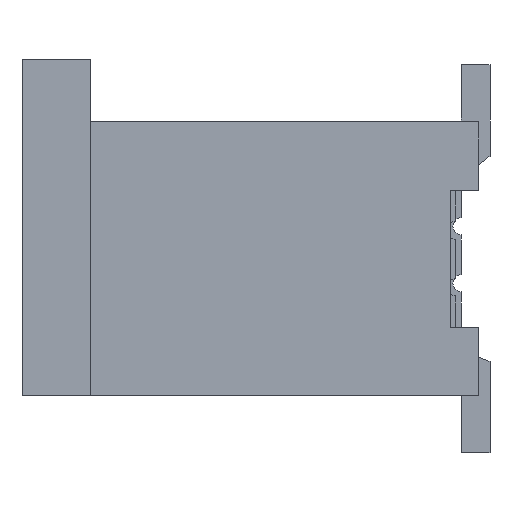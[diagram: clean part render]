
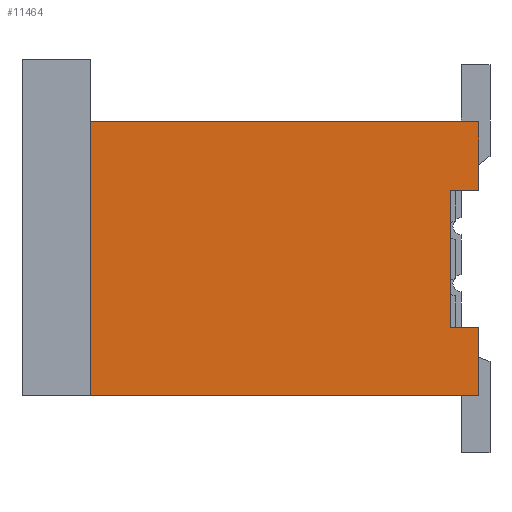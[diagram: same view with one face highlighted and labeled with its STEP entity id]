
A CAD part, left-side view. The second image highlights one B-rep face of the part: STEP entity #11464.
In plain terms, the highlighted planar face has unit normal (-1, 0, 0).
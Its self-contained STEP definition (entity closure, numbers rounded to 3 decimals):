
#153=DIRECTION('',(0.,-1.,0.));
#154=VECTOR('',#153,3.4);
#155=CARTESIAN_POINT('',(-3.2,1.7,-1.475));
#156=LINE('',#155,#154);
#2095=DIRECTION('',(0.,1.,0.));
#2096=VECTOR('',#2095,0.25);
#2097=CARTESIAN_POINT('',(-3.2,-1.7,0.325));
#2098=LINE('',#2097,#2096);
#2099=DIRECTION('',(0.,0.,1.));
#2100=VECTOR('',#2099,1.2);
#2101=CARTESIAN_POINT('',(-3.2,-1.45,-0.875));
#2102=LINE('',#2101,#2100);
#2103=DIRECTION('',(0.,1.,0.));
#2104=VECTOR('',#2103,0.25);
#2105=CARTESIAN_POINT('',(-3.2,-1.7,-0.875));
#2106=LINE('',#2105,#2104);
#2107=DIRECTION('',(0.,0.,1.));
#2108=VECTOR('',#2107,2.4);
#2109=CARTESIAN_POINT('',(-3.2,1.7,-1.475));
#2110=LINE('',#2109,#2108);
#2111=DIRECTION('',(0.,-1.,0.));
#2112=VECTOR('',#2111,3.4);
#2113=CARTESIAN_POINT('',(-3.2,1.7,0.925));
#2114=LINE('',#2113,#2112);
#2135=DIRECTION('',(0.,0.,1.));
#2136=VECTOR('',#2135,0.6);
#2137=CARTESIAN_POINT('',(-3.2,-1.7,0.325));
#2138=LINE('',#2137,#2136);
#2167=DIRECTION('',(0.,0.,1.));
#2168=VECTOR('',#2167,0.6);
#2169=CARTESIAN_POINT('',(-3.2,-1.7,-1.475));
#2170=LINE('',#2169,#2168);
#6946=CARTESIAN_POINT('',(-3.2,1.7,-1.475));
#6947=VERTEX_POINT('',#6946);
#6948=CARTESIAN_POINT('',(-3.2,-1.7,-1.475));
#6949=VERTEX_POINT('',#6948);
#6962=CARTESIAN_POINT('',(-3.2,1.7,0.925));
#6963=CARTESIAN_POINT('',(-3.2,-1.7,0.925));
#6964=VERTEX_POINT('',#6962);
#6965=VERTEX_POINT('',#6963);
#6986=CARTESIAN_POINT('',(-3.2,-1.7,0.325));
#6987=CARTESIAN_POINT('',(-3.2,-1.45,0.325));
#6988=VERTEX_POINT('',#6986);
#6989=VERTEX_POINT('',#6987);
#6990=CARTESIAN_POINT('',(-3.2,-1.7,-0.875));
#6991=CARTESIAN_POINT('',(-3.2,-1.45,-0.875));
#6992=VERTEX_POINT('',#6990);
#6993=VERTEX_POINT('',#6991);
#11446=CARTESIAN_POINT('',(-3.2,1.7,-1.475));
#11447=DIRECTION('',(-1.,0.,0.));
#11448=DIRECTION('',(0.,-1.,0.));
#11449=AXIS2_PLACEMENT_3D('',#11446,#11447,#11448);
#11450=PLANE('',#11449);
#11451=ORIENTED_EDGE('',*,*,#11422,.T.);
#11452=ORIENTED_EDGE('',*,*,#9238,.F.);
#11454=ORIENTED_EDGE('',*,*,#11453,.F.);
#11456=ORIENTED_EDGE('',*,*,#11455,.F.);
#11457=ORIENTED_EDGE('',*,*,#9199,.F.);
#11458=ORIENTED_EDGE('',*,*,#10421,.T.);
#11459=ORIENTED_EDGE('',*,*,#10294,.T.);
#11461=ORIENTED_EDGE('',*,*,#11460,.F.);
#11462=EDGE_LOOP('',(#11451,#11452,#11454,#11456,#11457,#11458,#11459,#11461));
#11463=FACE_OUTER_BOUND('',#11462,.F.);
#11464=ADVANCED_FACE('',(#11463),#11450,.T.);
#9199=EDGE_CURVE('',#6947,#6949,#156,.T.);
#9238=EDGE_CURVE('',#6993,#6989,#2102,.T.);
#10294=EDGE_CURVE('',#6964,#6965,#2114,.T.);
#10421=EDGE_CURVE('',#6947,#6964,#2110,.T.);
#11422=EDGE_CURVE('',#6988,#6989,#2098,.T.);
#11453=EDGE_CURVE('',#6992,#6993,#2106,.T.);
#11455=EDGE_CURVE('',#6949,#6992,#2170,.T.);
#11460=EDGE_CURVE('',#6988,#6965,#2138,.T.);
